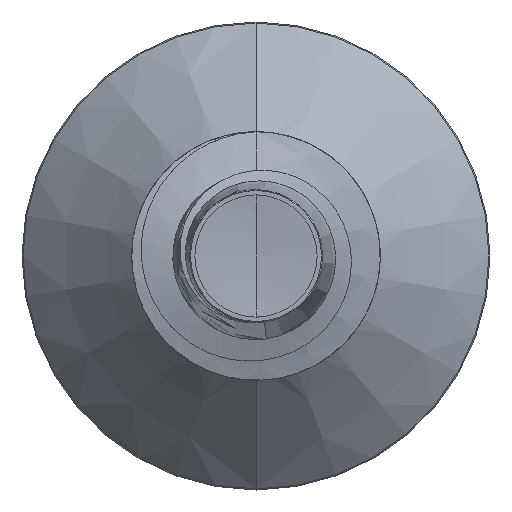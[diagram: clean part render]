
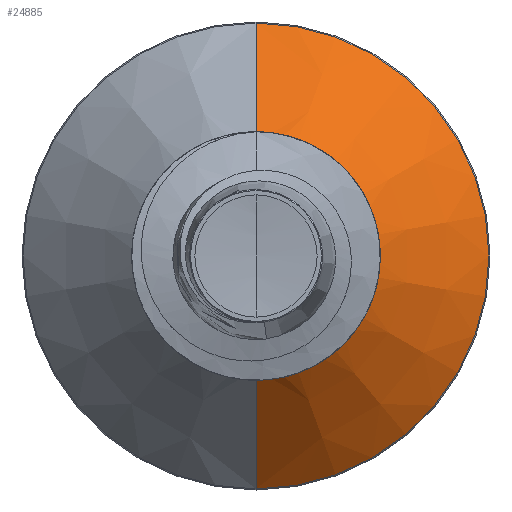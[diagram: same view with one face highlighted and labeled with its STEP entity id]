
A CAD part, front view. The second image highlights one B-rep face of the part: STEP entity #24885.
In plain terms, the highlighted conical face has half-angle 45 degrees and reference radius 2.744 mm.
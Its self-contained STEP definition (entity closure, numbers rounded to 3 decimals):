
#931 = CARTESIAN_POINT ( 'NONE',  ( 0., 26.245, -2.745 ) ) ;
#989 = CARTESIAN_POINT ( 'NONE',  ( 0., 29.124, -5.624 ) ) ;
#1698 = EDGE_CURVE ( 'NONE', #2869, #18862, #9235, .T. ) ;
#2331 = DIRECTION ( 'NONE',  ( 0., 0., 1. ) ) ;
#2372 = DIRECTION ( 'NONE',  ( 0., 1., 0. ) ) ;
#2415 = CARTESIAN_POINT ( 'NONE',  ( 0., 26.245, 0. ) ) ;
#2506 = VECTOR ( 'NONE', #26239, 1000. ) ;
#2829 = DIRECTION ( 'NONE',  ( 0., 0., 1. ) ) ;
#2869 = VERTEX_POINT ( 'NONE', #22826 ) ;
#5213 = EDGE_CURVE ( 'NONE', #18862, #15622, #7348, .T. ) ;
#7348 = LINE ( 'NONE', #19835, #8577 ) ;
#7636 = FACE_OUTER_BOUND ( 'NONE', #13027, .T. ) ;
#7939 = AXIS2_PLACEMENT_3D ( 'NONE', #11212, #24376, #13376 ) ;
#8577 = VECTOR ( 'NONE', #19699, 1000. ) ;
#8802 = ORIENTED_EDGE ( 'NONE', *, *, #1698, .T. ) ;
#9106 = LINE ( 'NONE', #24907, #2506 ) ;
#9235 = CIRCLE ( 'NONE', #20857, 2.745 ) ;
#9637 = ORIENTED_EDGE ( 'NONE', *, *, #5213, .T. ) ;
#10543 = DIRECTION ( 'NONE',  ( 0., 1., 0. ) ) ;
#11212 = CARTESIAN_POINT ( 'NONE',  ( 0., 29.124, 0. ) ) ;
#12765 = CARTESIAN_POINT ( 'NONE',  ( 0., 26.245, 0. ) ) ;
#13027 = EDGE_LOOP ( 'NONE', ( #8802, #9637, #13908, #17985 ) ) ;
#13376 = DIRECTION ( 'NONE',  ( 0., 0., 1. ) ) ;
#13908 = ORIENTED_EDGE ( 'NONE', *, *, #25712, .F. ) ;
#15038 = CARTESIAN_POINT ( 'NONE',  ( 0., 29.124, 5.624 ) ) ;
#15622 = VERTEX_POINT ( 'NONE', #989 ) ;
#17086 = CIRCLE ( 'NONE', #7939, 5.624 ) ;
#17985 = ORIENTED_EDGE ( 'NONE', *, *, #24399, .F. ) ;
#18862 = VERTEX_POINT ( 'NONE', #931 ) ;
#19699 = DIRECTION ( 'NONE',  ( 0., 0.707, -0.707 ) ) ;
#19835 = CARTESIAN_POINT ( 'NONE',  ( 0., 26.245, -2.745 ) ) ;
#20769 = VERTEX_POINT ( 'NONE', #15038 ) ;
#20857 = AXIS2_PLACEMENT_3D ( 'NONE', #2415, #2372, #2331 ) ;
#20891 = AXIS2_PLACEMENT_3D ( 'NONE', #12765, #10543, #2829 ) ;
#22534 = CONICAL_SURFACE ( 'NONE', #20891, 2.745, 0.785 ) ;
#22826 = CARTESIAN_POINT ( 'NONE',  ( 0., 26.245, 2.745 ) ) ;
#24376 = DIRECTION ( 'NONE',  ( 0., 1., 0. ) ) ;
#24399 = EDGE_CURVE ( 'NONE', #2869, #20769, #9106, .T. ) ;
#24885 = ADVANCED_FACE ( 'NONE', ( #7636 ), #22534, .T. ) ;
#24907 = CARTESIAN_POINT ( 'NONE',  ( 0., 26.245, 2.745 ) ) ;
#25712 = EDGE_CURVE ( 'NONE', #20769, #15622, #17086, .T. ) ;
#26239 = DIRECTION ( 'NONE',  ( 0., 0.707, 0.707 ) ) ;
